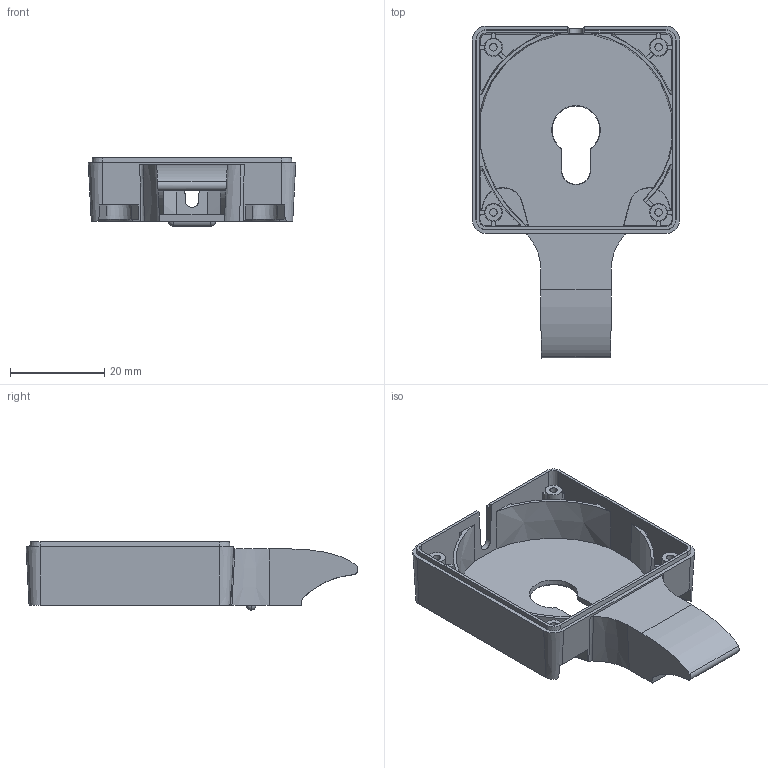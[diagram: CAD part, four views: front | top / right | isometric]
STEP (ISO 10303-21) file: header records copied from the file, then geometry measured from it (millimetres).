
FILE_DESCRIPTION((''),'2;1');
FILE_NAME('COOL_COVER_MOD','2014-01-08T',('magicfirm-xx'),(''),'PRO/ENGINEER BY PARAMETRIC TECHNOLOGY CORPORATION, 2012130','PRO/ENGINEER BY PARAMETRIC TECHNOLOGY CORPORATION, 2012130','');
FILE_SCHEMA(('CONFIG_CONTROL_DESIGN'));
Length unit declared in the file: millimetre
Products named in the file (1): COOL_COVER_MOD
Bounding box: 44 x 70.36 x 14.5 mm (x, y, z)
Volume: 7194.9 mm3; surface area: 11144.4 mm2
Topology: 1 solids, 1 shells, 183 faces, 524 edges, 346 vertices
Faces by surface type: plane 111, cone 43, cylinder 14, bspline 9, sphere 4, extrusion 2
Entity records: 6833 total; most frequent: CARTESIAN_POINT 2073, ORIENTED_EDGE 1048, DIRECTION 928, EDGE_CURVE 524, VERTEX_POINT 346, AXIS2_PLACEMENT_3D 323, VECTOR 282, LINE 280
